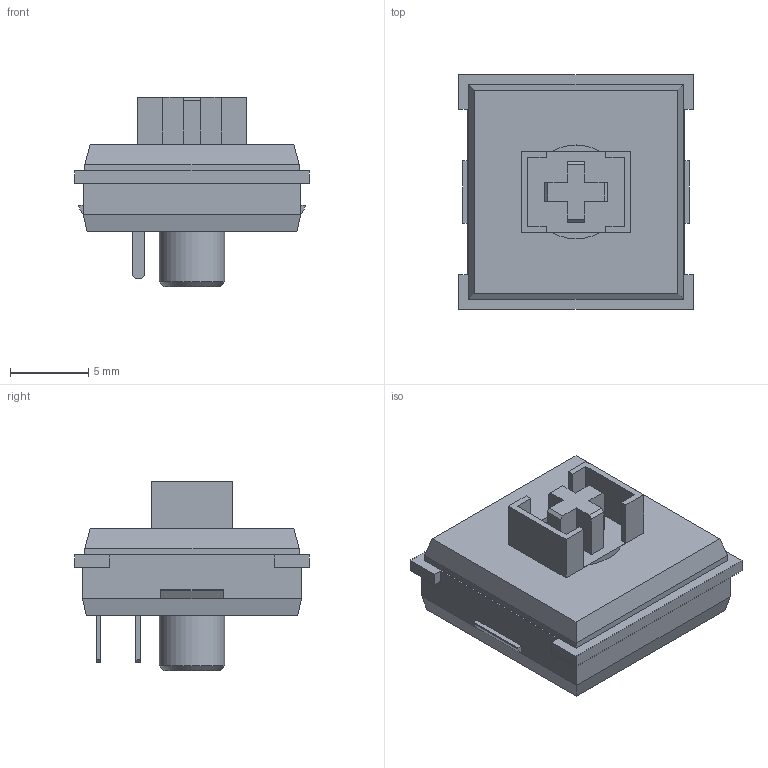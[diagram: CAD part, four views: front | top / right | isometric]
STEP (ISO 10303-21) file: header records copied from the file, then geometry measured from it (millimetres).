
FILE_DESCRIPTION(/* description */ (''),/* implementation_level */ '2;1');
FILE_NAME(/* name */ 'ReDragon_ZT04_MX-LowProfile.stp',/* time_stamp */ '2024-06-04T23:19:24+02:00',/* author */ ('saper'),/* organization */ (''),/* preprocessor_version */ 'ST-DEVELOPER v16.13',/* originating_system */ 'generic',/* authorisation */ '');
FILE_SCHEMA (('AUTOMOTIVE_DESIGN { 1 0 10303 214 3 1 1 }'));
Length unit declared in the file: millimetre
Products named in the file (4): ReDragon_ZT04_MX-LowProfile; Body; Button; Pins
Assembly tree (3 placements, depth 2):
  ReDragon_ZT04_MX-LowProfile
    Body
    Button
    Pins
Bounding box: 15 x 15 x 12.1 mm (x, y, z)
Volume: 1095.3 mm3; surface area: 1118.6 mm2
Topology: 4 solids, 4 shells, 131 faces, 335 edges, 219 vertices
Faces by surface type: plane 127, cylinder 3, cone 1
Full cylindrical faces by diameter (mm): 4.2 x1
Entity records: 4161 total; most frequent: CARTESIAN_POINT 690, ORIENTED_EDGE 666, DIRECTION 616, EDGE_CURVE 333, LINE 326, VECTOR 326, VERTEX_POINT 219, AXIS2_PLACEMENT_3D 145
